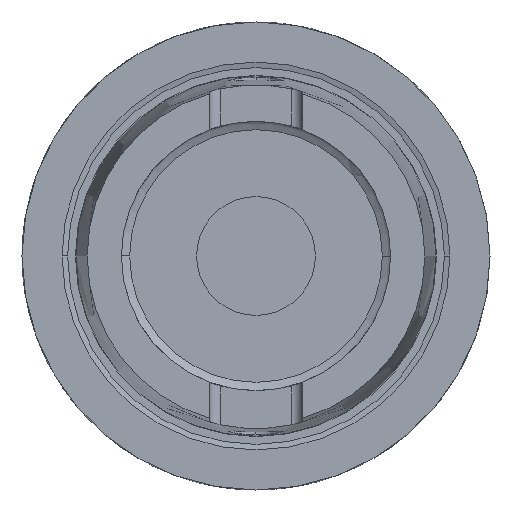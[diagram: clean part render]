
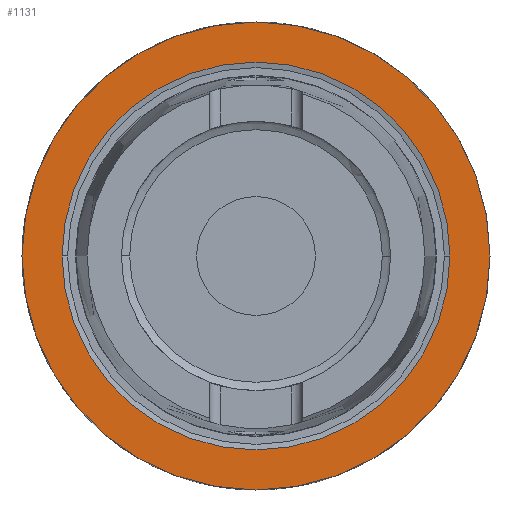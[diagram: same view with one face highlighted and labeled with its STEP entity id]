
A CAD part, left-side view. The second image highlights one B-rep face of the part: STEP entity #1131.
In plain terms, the highlighted planar face has unit normal (-1, 0, 0).
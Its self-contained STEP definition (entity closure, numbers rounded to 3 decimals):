
#924=PLANE('',#3973);
#975=FACE_BOUND('',#1502,.T.);
#976=FACE_BOUND('',#1503,.T.);
#1131=ADVANCED_FACE('',(#975,#976),#924,.F.);
#1502=EDGE_LOOP('',(#2521,#2522));
#1503=EDGE_LOOP('',(#2523,#2524));
#2521=ORIENTED_EDGE('',*,*,#3371,.F.);
#2522=ORIENTED_EDGE('',*,*,#3114,.F.);
#2523=ORIENTED_EDGE('',*,*,#3089,.T.);
#2524=ORIENTED_EDGE('',*,*,#3372,.T.);
#2831=VERTEX_POINT('',#5126);
#2832=VERTEX_POINT('',#5128);
#2855=VERTEX_POINT('',#5197);
#2856=VERTEX_POINT('',#5199);
#3089=EDGE_CURVE('',#2832,#2831,#3462,.T.);
#3114=EDGE_CURVE('',#2855,#2856,#3472,.T.);
#3371=EDGE_CURVE('',#2856,#2855,#3551,.T.);
#3372=EDGE_CURVE('',#2831,#2832,#3552,.T.);
#3462=CIRCLE('',#3777,31.5);
#3472=CIRCLE('',#3791,26.105);
#3551=CIRCLE('',#3970,26.105);
#3552=CIRCLE('',#3972,31.5);
#3777=AXIS2_PLACEMENT_3D('',#5127,#4131,#4132);
#3791=AXIS2_PLACEMENT_3D('',#5198,#4170,#4171);
#3970=AXIS2_PLACEMENT_3D('',#6210,#4654,#4655);
#3972=AXIS2_PLACEMENT_3D('',#6212,#4658,#4659);
#3973=AXIS2_PLACEMENT_3D('',#6213,#4660,#4661);
#4131=DIRECTION('',(-1.,0.,0.));
#4132=DIRECTION('',(0.,-1.,0.));
#4170=DIRECTION('',(-1.,0.,0.));
#4171=DIRECTION('',(0.,-1.,0.));
#4654=DIRECTION('',(-1.,0.,0.));
#4655=DIRECTION('',(0.,-1.,0.));
#4658=DIRECTION('',(-1.,0.,0.));
#4659=DIRECTION('',(0.,-1.,0.));
#4660=DIRECTION('',(1.,0.,0.));
#4661=DIRECTION('',(0.,-1.,0.));
#5126=CARTESIAN_POINT('',(0.,31.5,0.));
#5127=CARTESIAN_POINT('',(0.,0.,0.));
#5128=CARTESIAN_POINT('',(0.,-31.5,0.));
#5197=CARTESIAN_POINT('',(0.,26.105,0.));
#5198=CARTESIAN_POINT('',(0.,0.,0.));
#5199=CARTESIAN_POINT('',(0.,-26.105,0.));
#6210=CARTESIAN_POINT('',(0.,0.,0.));
#6212=CARTESIAN_POINT('',(0.,0.,0.));
#6213=CARTESIAN_POINT('',(0.,26.105,0.));
